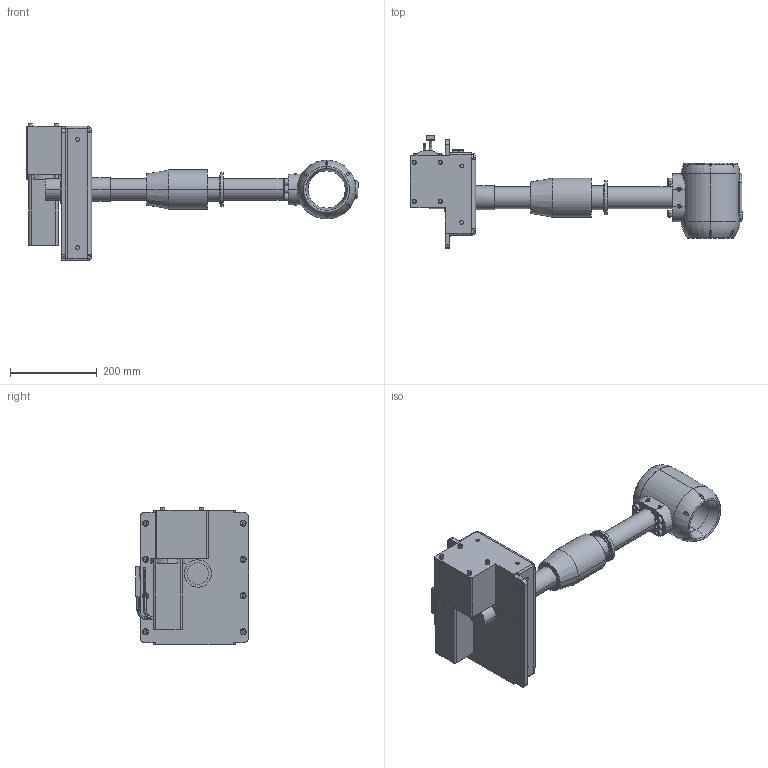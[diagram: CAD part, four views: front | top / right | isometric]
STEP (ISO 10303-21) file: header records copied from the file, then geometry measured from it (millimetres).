
FILE_DESCRIPTION (( 'STEP AP214' ), '1' );
FILE_NAME ('P-087-030-rev-B-086.STEP', '2021-12-01T07:53:20', ( '' ), ( '' ), 'SwSTEP 2.0', 'SolidWorks 2021', '' );
FILE_SCHEMA (( 'AUTOMOTIVE_DESIGN' ));
Length unit declared in the file: millimetre
Products named in the file (1): P-087-030-rev-B-086
Bounding box: 765.59 x 260.7 x 317 mm (x, y, z)
Volume: 9226639.5 mm3; surface area: 561228.1 mm2
Topology: 1 solids, 6 shells, 1147 faces, 2834 edges, 1798 vertices
Faces by surface type: plane 491, cylinder 276, bspline 231, torus 75, cone 66, sphere 8
Entity records: 78787 total; most frequent: CARTESIAN_POINT 42620, ORIENTED_EDGE 5596, DIRECTION 4554, EDGE_CURVE 2798, VERTEX_POINT 1794, AXIS2_PLACEMENT_3D 1701, EDGE_LOOP 1284, LINE 1152
